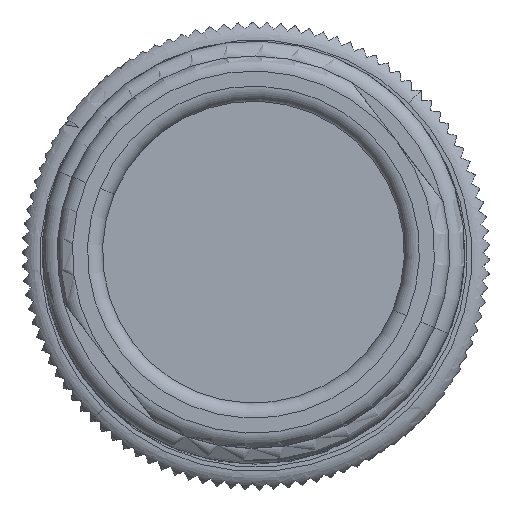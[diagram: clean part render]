
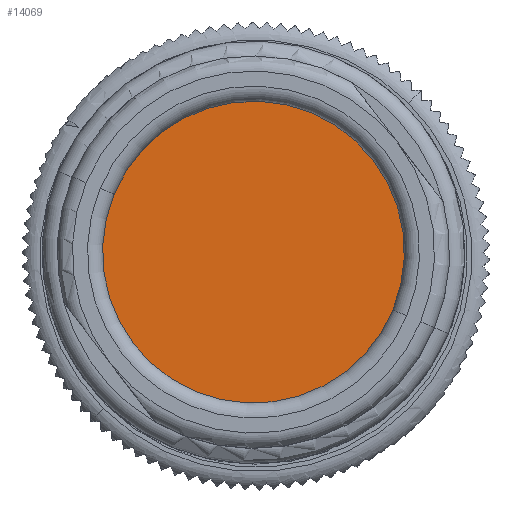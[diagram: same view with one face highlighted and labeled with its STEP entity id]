
A CAD part, top view. The second image highlights one B-rep face of the part: STEP entity #14069.
In plain terms, the highlighted planar face has unit normal (0, 0, 1).
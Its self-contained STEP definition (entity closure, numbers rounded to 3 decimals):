
#14049=AXIS2_PLACEMENT_3D('Plane Axis2P3D',#14046,#14047,#14048) ;
#14053=AXIS2_PLACEMENT_3D('Circle Axis2P3D',#14051,#14052,$) ;
#14062=AXIS2_PLACEMENT_3D('Circle Axis2P3D',#14060,#14061,$) ;
#14046=CARTESIAN_POINT('Axis2P3D Location',(7.664,7.833,39.717)) ;
#14051=CARTESIAN_POINT('Axis2P3D Location',(7.664,7.833,39.717)) ;
#14055=CARTESIAN_POINT('Vertex',(3.047,9.751,39.717)) ;
#14057=CARTESIAN_POINT('Vertex',(12.282,5.916,39.717)) ;
#14060=CARTESIAN_POINT('Axis2P3D Location',(7.664,7.833,39.717)) ;
#14047=DIRECTION('Axis2P3D Direction',(0.,0.,-1.)) ;
#14048=DIRECTION('Axis2P3D XDirection',(-0.924,0.384,0.)) ;
#14052=DIRECTION('Axis2P3D Direction',(0.,0.,-1.)) ;
#14061=DIRECTION('Axis2P3D Direction',(0.,0.,-1.)) ;
#14066=ORIENTED_EDGE('',*,*,#14059,.F.) ;
#14067=ORIENTED_EDGE('',*,*,#14064,.F.) ;
#14069=ADVANCED_FACE('Hauptk\X2\00F6\X0\rper',(#14068),#14050,.F.) ;
#14054=CIRCLE('generated circle',#14053,5.) ;
#14063=CIRCLE('generated circle',#14062,5.) ;
#14059=EDGE_CURVE('',#14056,#14058,#14054,.T.) ;
#14064=EDGE_CURVE('',#14058,#14056,#14063,.T.) ;
#14065=EDGE_LOOP('',(#14066,#14067)) ;
#14068=FACE_OUTER_BOUND('',#14065,.T.) ;
#14050=PLANE('',#14049) ;
#14056=VERTEX_POINT('',#14055) ;
#14058=VERTEX_POINT('',#14057) ;
